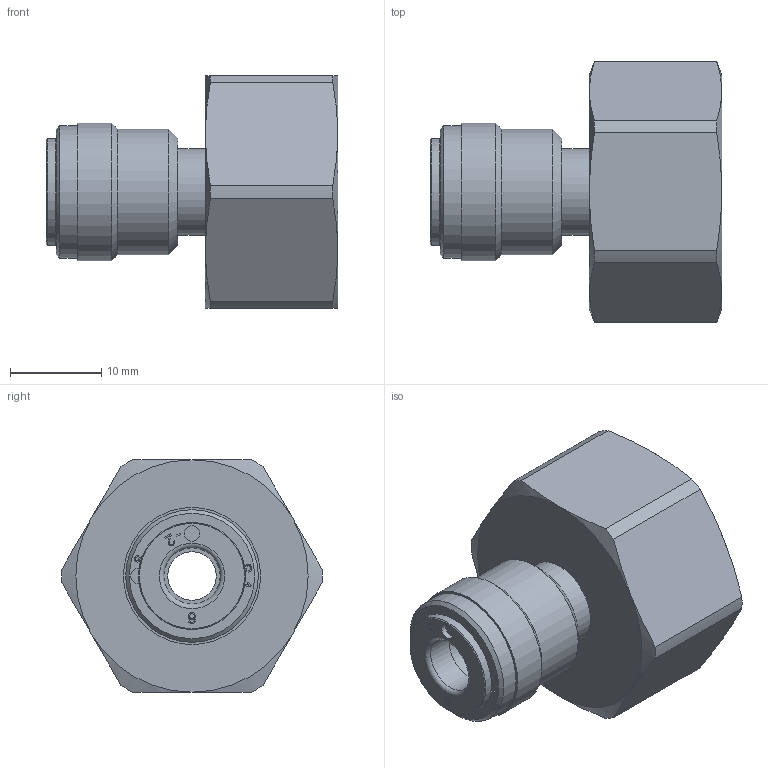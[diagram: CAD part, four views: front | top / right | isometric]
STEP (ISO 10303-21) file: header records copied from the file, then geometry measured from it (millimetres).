
FILE_DESCRIPTION(/* description */ (''),/* implementation_level */ '2;1');
FILE_NAME(/* name */ 'iqsf_126_le.stp',/* time_stamp */ '2018-10-18T10:09:17+02:00',/* author */ ('leitheußer'),/* organization */ (''),/* preprocessor_version */ 'ST-DEVELOPER v15.6',/* originating_system */ 'Autodesk Inventor LT ',/* authorisation */ '');
FILE_SCHEMA (('AUTOMOTIVE_DESIGN { 1 0 10303 214 3 1 1 }'));
Length unit declared in the file: millimetre
Products named in the file (1): WCF 06G04-C
Bounding box: 31.9 x 28.5 x 25.4 mm (x, y, z)
Volume: 7485.4 mm3; surface area: 5209.7 mm2
Topology: 3 solids, 3 shells, 228 faces, 556 edges, 362 vertices
Faces by surface type: bspline 91, plane 88, cylinder 21, cone 21, torus 7
Full cylindrical faces by diameter (mm): 1.7 x2, 5.3 x1, 6.15 x1, 6.2 x1, 7.9 x1, 9.2 x1, 9.5 x1, 11.7 x1, 13 x1, 13.5 x1, 13.7 x1, 14.5 x1, 15 x1, 18.631 x1
Entity records: 7208 total; most frequent: CARTESIAN_POINT 2557, ORIENTED_EDGE 1048, DIRECTION 665, EDGE_CURVE 524, VERTEX_POINT 361, EDGE_LOOP 293, LINE 247, VECTOR 247
